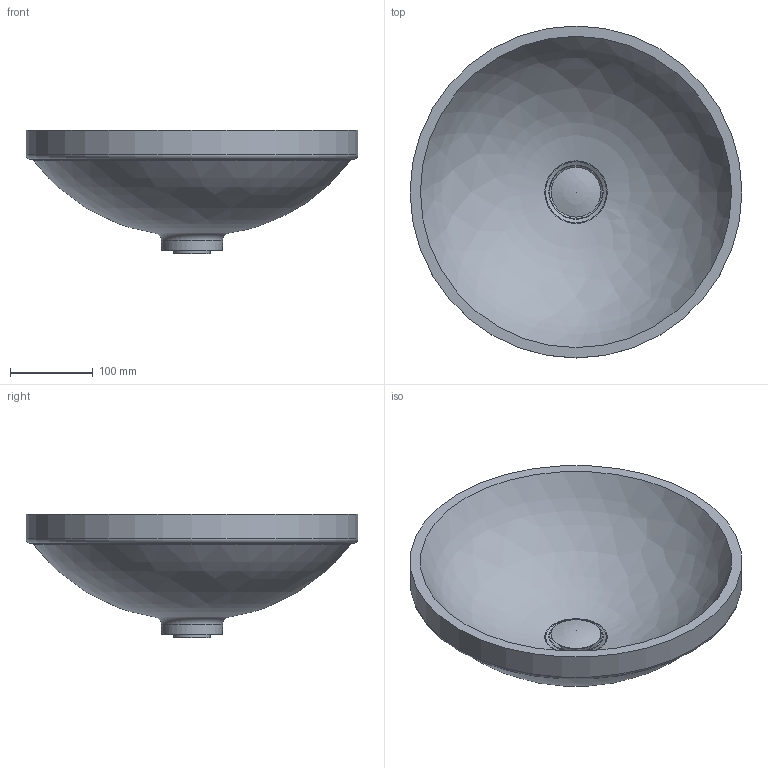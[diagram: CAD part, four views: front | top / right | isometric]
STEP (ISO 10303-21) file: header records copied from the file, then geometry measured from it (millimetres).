
FILE_DESCRIPTION((''),'2;1');
FILE_NAME('31937.stp','2014-02-06T14:26:59',('Administrator'),(''),'Autodesk Inventor 2011','Autodesk Inventor 2011','');
FILE_SCHEMA(('CONFIG_CONTROL_DESIGN'));
Length unit declared in the file: millimetre
Products named in the file (4): 31937; Stopfen; Kelch
Assembly tree (3 placements, depth 2):
  31937
    31937
    Stopfen
    Kelch
Bounding box: 400 x 400 x 149.27 mm (x, y, z)
Volume: 3159065.8 mm3; surface area: 392623.2 mm2
Topology: 3 solids, 3 shells, 44 faces, 101 edges, 64 vertices
Faces by surface type: plane 15, cylinder 13, torus 9, cone 4, bspline 3
Full cylindrical faces by diameter (mm): 42 x1, 44 x1, 52 x1, 60 x1, 400 x1
Entity records: 1450 total; most frequent: CARTESIAN_POINT 409, DIRECTION 212, ORIENTED_EDGE 164, AXIS2_PLACEMENT_3D 90, EDGE_CURVE 82, EDGE_LOOP 66, VERTEX_POINT 62, FACE_OUTER_BOUND 44
